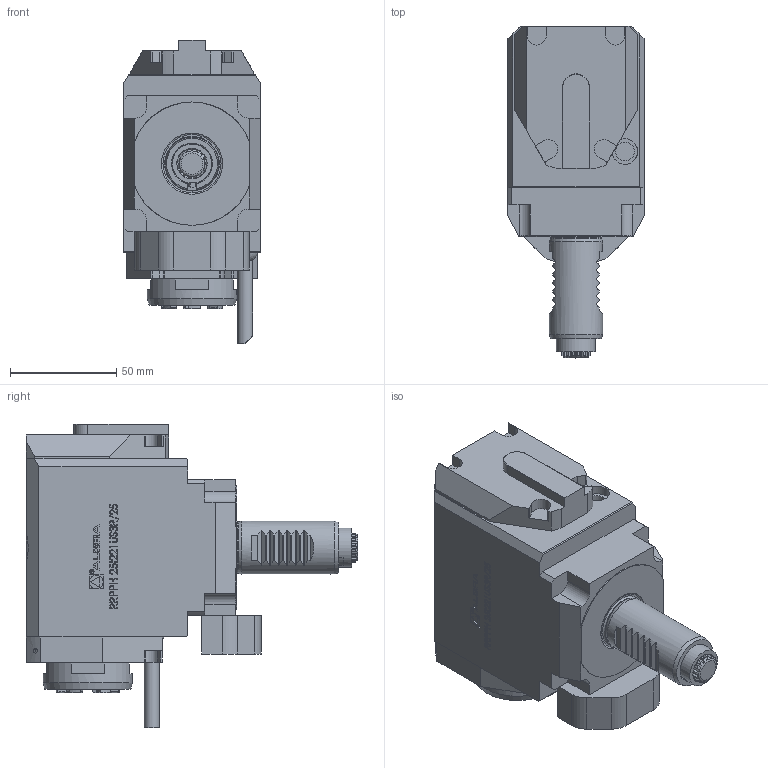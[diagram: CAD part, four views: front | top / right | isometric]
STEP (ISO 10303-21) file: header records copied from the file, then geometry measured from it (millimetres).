
FILE_DESCRIPTION (( 'STEP AP214' ), '1' );
FILE_NAME ('RRPPH25I221US3R25.STEP', '2026-02-02T07:24:41', ( '' ), ( '' ), 'SwSTEP 2.0', 'SolidWorks 2023', '' );
FILE_SCHEMA (( 'AUTOMOTIVE_DESIGN' ));
Length unit declared in the file: millimetre
Products named in the file (1): RRPPH25I221US3R25
Bounding box: 64 x 156 x 142.64 mm (x, y, z)
Volume: 630637.8 mm3; surface area: 59801.3 mm2
Topology: 3 solids, 3 shells, 854 faces, 2398 edges, 1583 vertices
Faces by surface type: plane 518, cylinder 164, bspline 121, cone 45, torus 5, sphere 1
Full cylindrical faces by diameter (mm): 1.7 x1, 2.1 x1, 4 x3, 6.366 x1, 7 x1, 8.8 x1, 11 x2, 12 x3, 22 x1, 24.1 x1, 25 x1, 42 x1
Entity records: 38542 total; most frequent: CARTESIAN_POINT 13718, ORIENTED_EDGE 4702, DIRECTION 3763, EDGE_CURVE 2351, VERTEX_POINT 1566, VECTOR 1447, LINE 1447, AXIS2_PLACEMENT_3D 1158
